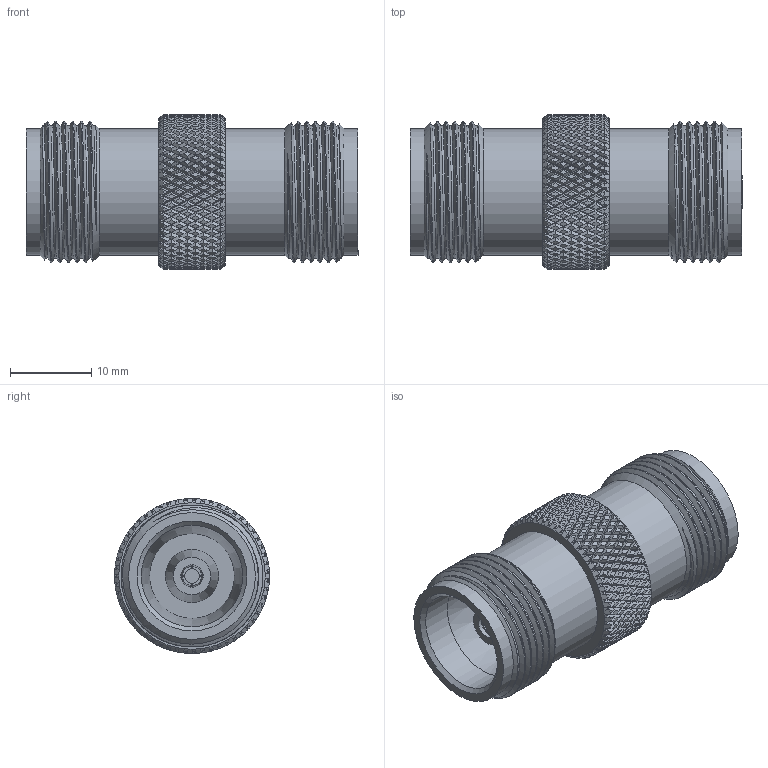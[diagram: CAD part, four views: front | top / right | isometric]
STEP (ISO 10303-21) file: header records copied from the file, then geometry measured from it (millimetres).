
FILE_DESCRIPTION (( 'STEP AP203' ), '1' );
FILE_NAME ('SM3825_3D.step', '2021-04-20T15:30:47', ( '' ), ( '' ), 'SwSTEP 2.0', 'SolidWorks 2020', '' );
FILE_SCHEMA (( 'CONFIG_CONTROL_DESIGN' ));
Products named in the file (1): SM3825_3D
Bounding box: 40.84 x 19.05 x 19.05 mm (x, y, z)
Volume: 6423.3 mm3; surface area: 4845.3 mm2
Topology: 1 solids, 1 shells, 2494 faces, 5247 edges, 2763 vertices
Faces by surface type: bspline 1986, cylinder 452, plane 42, cone 14
Full cylindrical faces by diameter (mm): 1.81 x2, 2.811 x2, 12.492 x2, 15.592 x4
Entity records: 94282 total; most frequent: CARTESIAN_POINT 63068, ORIENTED_EDGE 10416, EDGE_CURVE 5208, VERTEX_POINT 2748, EDGE_LOOP 2526, FACE_OUTER_BOUND 2504, ADVANCED_FACE 2494, B_SPLINE_CURVE_WITH_KNOTS 2338
